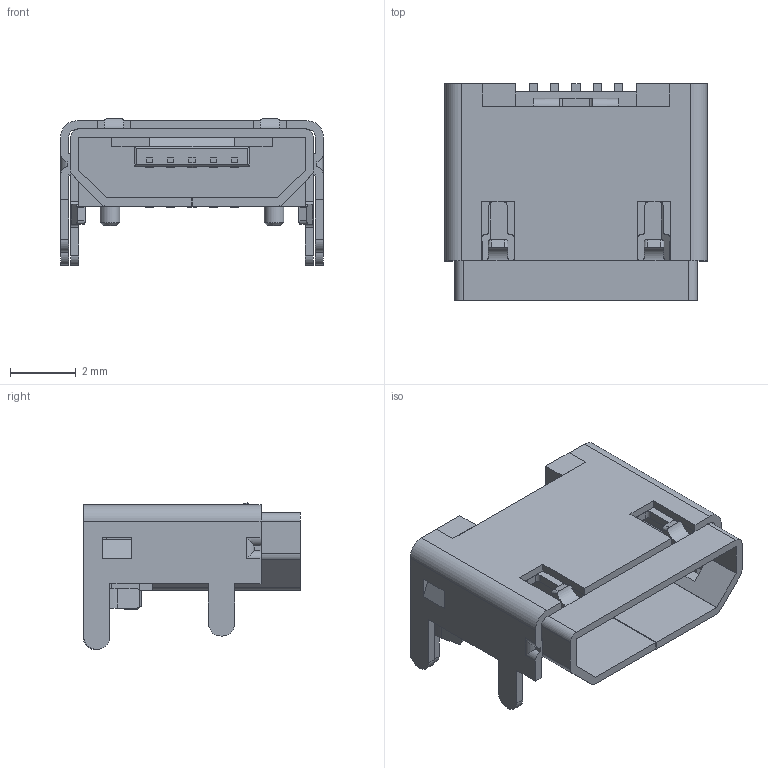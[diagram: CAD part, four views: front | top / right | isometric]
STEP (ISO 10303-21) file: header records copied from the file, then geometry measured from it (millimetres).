
FILE_DESCRIPTION(('STEP AP214'),'1');
FILE_NAME('629105150521.stp','2018-02-20T06:07:17',('TraceParts'),('TraceParts S.A.'),'Spatial InterOp 3D',' ',' ');
FILE_SCHEMA(('automotive_design'));
Length unit declared in the file: millimetre
Products named in the file (8): 629105150521_1; 629105150521_2; 629105150521_3; 629105150521_4; 629105150521_5; 629105150521_6; 629105150521_7; 629105150521_8
Bounding box: 8 x 6.6 x 4.46 mm (x, y, z)
Volume: 75.5 mm3; surface area: 519.5 mm2
Topology: 8 solids, 8 shells, 530 faces, 1555 edges, 1024 vertices
Faces by surface type: plane 360, cylinder 136, bspline 22, torus 8, cone 4
Entity records: 22396 total; most frequent: CARTESIAN_POINT 3703, ORIENTED_EDGE 3110, DIRECTION 2855, EDGE_CURVE 1555, LINE 1231, VECTOR 1231, VERTEX_POINT 1024, AXIS2_PLACEMENT_3D 812
